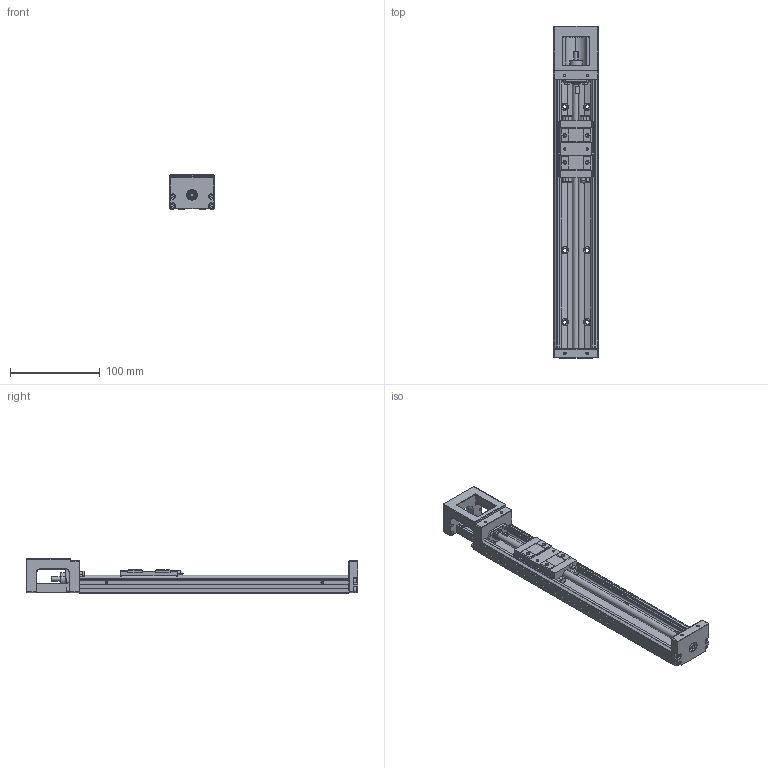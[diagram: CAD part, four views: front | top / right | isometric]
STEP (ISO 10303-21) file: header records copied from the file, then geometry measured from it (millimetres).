
FILE_DESCRIPTION (( 'STEP AP214' ), '1' );
FILE_NAME ('KS50-300A1-F0.STEP', '2020-09-07T01:09:21', ( '' ), ( '' ), 'SwSTEP 2.0', 'SolidWorks 2017', '' );
FILE_SCHEMA (( 'AUTOMOTIVE_DESIGN' ));
Length unit declared in the file: millimetre
Products named in the file (10): KS50-300A1-F0; KS50盓傅釱; KS50M3囀鞠褒; 錨璃3; 錨璃2; KS50佪裝蹟譫; 佪裝300; KS50菁釱300; 錨璃1; KS50嘐隅釱
Assembly tree (20 placements, depth 2):
  KS50-300A1-F0
    KS50菁釱300
    KS50嘐隅釱
    KS50盓傅釱
    KS50佪裝蹟譫
    KS50M3囀鞠褒  x12
    佪裝300
    錨璃2
    錨璃1
    錨璃3
Bounding box: 50 x 370 x 38.5 mm (x, y, z)
Volume: 260084.3 mm3; surface area: 97624.9 mm2
Topology: 22 solids, 24 shells, 1017 faces, 2446 edges, 1472 vertices
Faces by surface type: plane 356, cylinder 332, cone 252, torus 75, sphere 2
Entity records: 29365 total; most frequent: CARTESIAN_POINT 4262, DIRECTION 4258, ORIENTED_EDGE 3840, EDGE_CURVE 1920, AXIS2_PLACEMENT_3D 1596, VERTEX_POINT 1184, LINE 1066, VECTOR 1066
